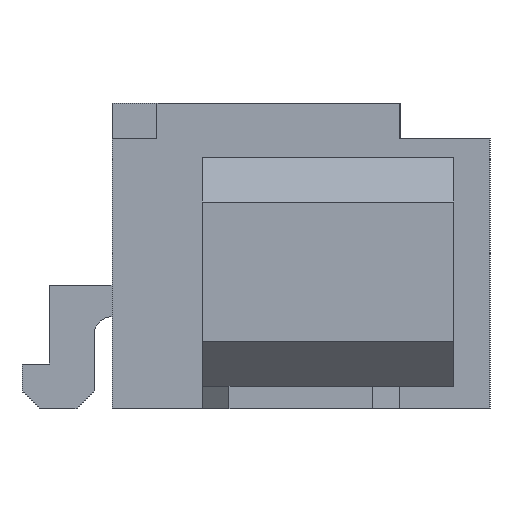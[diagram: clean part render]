
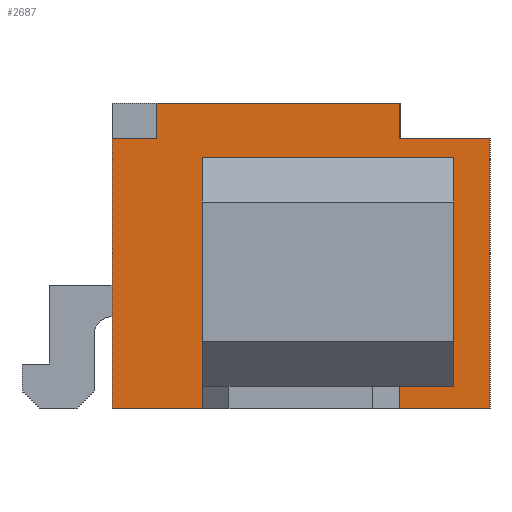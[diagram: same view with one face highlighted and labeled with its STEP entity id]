
A CAD part, left-side view. The second image highlights one B-rep face of the part: STEP entity #2687.
In plain terms, the highlighted planar face has unit normal (-1, 0, 0).
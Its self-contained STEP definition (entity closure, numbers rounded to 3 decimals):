
#787 = VERTEX_POINT('',#788);
#788 = CARTESIAN_POINT('',(-4.625,-2.6,0.));
#794 = EDGE_CURVE('',#787,#795,#797,.T.);
#795 = VERTEX_POINT('',#796);
#796 = CARTESIAN_POINT('',(-4.625,-2.6,3.));
#797 = LINE('',#798,#799);
#798 = CARTESIAN_POINT('',(-4.625,-2.6,0.));
#799 = VECTOR('',#800,1.);
#800 = DIRECTION('',(0.,0.,1.));
#1294 = VERTEX_POINT('',#1295);
#1295 = CARTESIAN_POINT('',(-4.625,1.6,3.));
#1301 = EDGE_CURVE('',#1302,#1294,#1304,.T.);
#1302 = VERTEX_POINT('',#1303);
#1303 = CARTESIAN_POINT('',(-4.625,1.6,0.));
#1304 = LINE('',#1305,#1306);
#1305 = CARTESIAN_POINT('',(-4.625,1.6,0.));
#1306 = VECTOR('',#1307,1.);
#1307 = DIRECTION('',(0.,0.,1.));
#1863 = VERTEX_POINT('',#1864);
#1864 = CARTESIAN_POINT('',(-4.625,1.1,3.4));
#1870 = EDGE_CURVE('',#1863,#1871,#1873,.T.);
#1871 = VERTEX_POINT('',#1872);
#1872 = CARTESIAN_POINT('',(-4.625,-1.6,3.4));
#1873 = LINE('',#1874,#1875);
#1874 = CARTESIAN_POINT('',(-4.625,1.6,3.4));
#1875 = VECTOR('',#1876,1.);
#1876 = DIRECTION('',(0.,-1.,0.));
#2632 = EDGE_CURVE('',#1302,#787,#2633,.T.);
#2633 = LINE('',#2634,#2635);
#2634 = CARTESIAN_POINT('',(-4.625,1.6,0.));
#2635 = VECTOR('',#2636,1.);
#2636 = DIRECTION('',(0.,-1.,0.));
#2667 = EDGE_CURVE('',#795,#2668,#2670,.T.);
#2668 = VERTEX_POINT('',#2669);
#2669 = CARTESIAN_POINT('',(-4.625,-1.6,3.));
#2670 = LINE('',#2671,#2672);
#2671 = CARTESIAN_POINT('',(-4.625,-2.6,3.));
#2672 = VECTOR('',#2673,1.);
#2673 = DIRECTION('',(0.,1.,0.));
#2687 = ADVANCED_FACE('',(#2688,#2715),#2797,.F.);
#2688 = FACE_BOUND('',#2689,.F.);
#2689 = EDGE_LOOP('',(#2690,#2691,#2692,#2700,#2706,#2707,#2713,#2714));
#2690 = ORIENTED_EDGE('',*,*,#2632,.F.);
#2691 = ORIENTED_EDGE('',*,*,#1301,.T.);
#2692 = ORIENTED_EDGE('',*,*,#2693,.T.);
#2693 = EDGE_CURVE('',#1294,#2694,#2696,.T.);
#2694 = VERTEX_POINT('',#2695);
#2695 = CARTESIAN_POINT('',(-4.625,1.1,3.));
#2696 = LINE('',#2697,#2698);
#2697 = CARTESIAN_POINT('',(-4.625,1.6,3.));
#2698 = VECTOR('',#2699,1.);
#2699 = DIRECTION('',(0.,-1.,0.));
#2700 = ORIENTED_EDGE('',*,*,#2701,.F.);
#2701 = EDGE_CURVE('',#1863,#2694,#2702,.T.);
#2702 = LINE('',#2703,#2704);
#2703 = CARTESIAN_POINT('',(-4.625,1.1,3.4));
#2704 = VECTOR('',#2705,1.);
#2705 = DIRECTION('',(-0.,-0.,-1.));
#2706 = ORIENTED_EDGE('',*,*,#1870,.T.);
#2707 = ORIENTED_EDGE('',*,*,#2708,.T.);
#2708 = EDGE_CURVE('',#1871,#2668,#2709,.T.);
#2709 = LINE('',#2710,#2711);
#2710 = CARTESIAN_POINT('',(-4.625,-1.6,3.4));
#2711 = VECTOR('',#2712,1.);
#2712 = DIRECTION('',(0.,0.,-1.));
#2713 = ORIENTED_EDGE('',*,*,#2667,.F.);
#2714 = ORIENTED_EDGE('',*,*,#794,.F.);
#2715 = FACE_BOUND('',#2716,.F.);
#2716 = EDGE_LOOP('',(#2717,#2727,#2735,#2743,#2751,#2759,#2767,#2775,
#2783,#2791));
#2717 = ORIENTED_EDGE('',*,*,#2718,.F.);
#2718 = EDGE_CURVE('',#2719,#2721,#2723,.T.);
#2719 = VERTEX_POINT('',#2720);
#2720 = CARTESIAN_POINT('',(-4.625,0.6,2.8));
#2721 = VERTEX_POINT('',#2722);
#2722 = CARTESIAN_POINT('',(-4.625,-2.2,2.8));
#2723 = LINE('',#2724,#2725);
#2724 = CARTESIAN_POINT('',(-4.625,0.6,2.8));
#2725 = VECTOR('',#2726,1.);
#2726 = DIRECTION('',(0.,-1.,0.));
#2727 = ORIENTED_EDGE('',*,*,#2728,.T.);
#2728 = EDGE_CURVE('',#2719,#2729,#2731,.T.);
#2729 = VERTEX_POINT('',#2730);
#2730 = CARTESIAN_POINT('',(-4.625,0.6,1.6));
#2731 = LINE('',#2732,#2733);
#2732 = CARTESIAN_POINT('',(-4.625,0.6,2.8));
#2733 = VECTOR('',#2734,1.);
#2734 = DIRECTION('',(0.,0.,-1.));
#2735 = ORIENTED_EDGE('',*,*,#2736,.T.);
#2736 = EDGE_CURVE('',#2729,#2737,#2739,.T.);
#2737 = VERTEX_POINT('',#2738);
#2738 = CARTESIAN_POINT('',(-4.625,-1.6,1.6));
#2739 = LINE('',#2740,#2741);
#2740 = CARTESIAN_POINT('',(-4.625,0.6,1.6));
#2741 = VECTOR('',#2742,1.);
#2742 = DIRECTION('',(0.,-1.,0.));
#2743 = ORIENTED_EDGE('',*,*,#2744,.T.);
#2744 = EDGE_CURVE('',#2737,#2745,#2747,.T.);
#2745 = VERTEX_POINT('',#2746);
#2746 = CARTESIAN_POINT('',(-4.625,-1.6,1.25));
#2747 = LINE('',#2748,#2749);
#2748 = CARTESIAN_POINT('',(-4.625,-1.6,1.6));
#2749 = VECTOR('',#2750,1.);
#2750 = DIRECTION('',(0.,0.,-1.));
#2751 = ORIENTED_EDGE('',*,*,#2752,.F.);
#2752 = EDGE_CURVE('',#2753,#2745,#2755,.T.);
#2753 = VERTEX_POINT('',#2754);
#2754 = CARTESIAN_POINT('',(-4.625,0.6,1.25));
#2755 = LINE('',#2756,#2757);
#2756 = CARTESIAN_POINT('',(-4.625,0.6,1.25));
#2757 = VECTOR('',#2758,1.);
#2758 = DIRECTION('',(0.,-1.,0.));
#2759 = ORIENTED_EDGE('',*,*,#2760,.T.);
#2760 = EDGE_CURVE('',#2753,#2761,#2763,.T.);
#2761 = VERTEX_POINT('',#2762);
#2762 = CARTESIAN_POINT('',(-4.625,0.6,0.35));
#2763 = LINE('',#2764,#2765);
#2764 = CARTESIAN_POINT('',(-4.625,0.6,1.25));
#2765 = VECTOR('',#2766,1.);
#2766 = DIRECTION('',(0.,0.,-1.));
#2767 = ORIENTED_EDGE('',*,*,#2768,.T.);
#2768 = EDGE_CURVE('',#2761,#2769,#2771,.T.);
#2769 = VERTEX_POINT('',#2770);
#2770 = CARTESIAN_POINT('',(-4.625,-1.6,0.35));
#2771 = LINE('',#2772,#2773);
#2772 = CARTESIAN_POINT('',(-4.625,0.6,0.35));
#2773 = VECTOR('',#2774,1.);
#2774 = DIRECTION('',(0.,-1.,0.));
#2775 = ORIENTED_EDGE('',*,*,#2776,.T.);
#2776 = EDGE_CURVE('',#2769,#2777,#2779,.T.);
#2777 = VERTEX_POINT('',#2778);
#2778 = CARTESIAN_POINT('',(-4.625,-1.6,0.25));
#2779 = LINE('',#2780,#2781);
#2780 = CARTESIAN_POINT('',(-4.625,-1.6,1.6));
#2781 = VECTOR('',#2782,1.);
#2782 = DIRECTION('',(0.,0.,-1.));
#2783 = ORIENTED_EDGE('',*,*,#2784,.T.);
#2784 = EDGE_CURVE('',#2777,#2785,#2787,.T.);
#2785 = VERTEX_POINT('',#2786);
#2786 = CARTESIAN_POINT('',(-4.625,-2.2,0.25));
#2787 = LINE('',#2788,#2789);
#2788 = CARTESIAN_POINT('',(-4.625,0.6,0.25));
#2789 = VECTOR('',#2790,1.);
#2790 = DIRECTION('',(0.,-1.,0.));
#2791 = ORIENTED_EDGE('',*,*,#2792,.F.);
#2792 = EDGE_CURVE('',#2721,#2785,#2793,.T.);
#2793 = LINE('',#2794,#2795);
#2794 = CARTESIAN_POINT('',(-4.625,-2.2,2.8));
#2795 = VECTOR('',#2796,1.);
#2796 = DIRECTION('',(0.,0.,-1.));
#2797 = PLANE('',#2798);
#2798 = AXIS2_PLACEMENT_3D('',#2799,#2800,#2801);
#2799 = CARTESIAN_POINT('',(-4.625,1.6,0.));
#2800 = DIRECTION('',(1.,0.,0.));
#2801 = DIRECTION('',(0.,-1.,0.));
